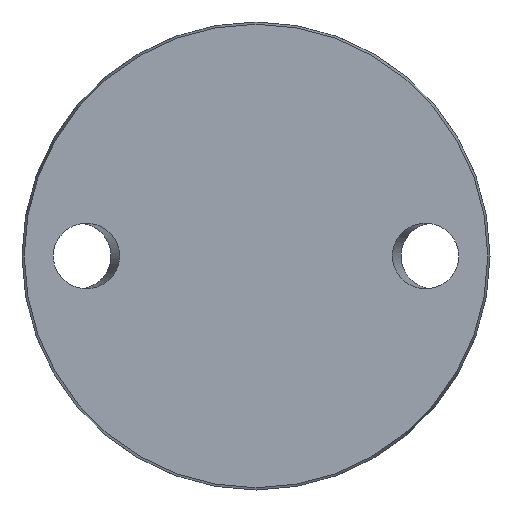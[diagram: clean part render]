
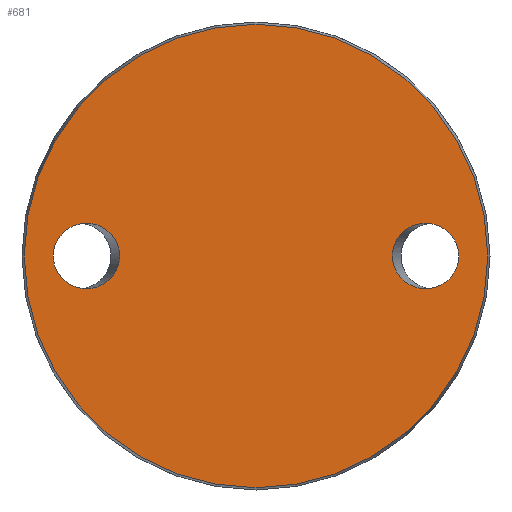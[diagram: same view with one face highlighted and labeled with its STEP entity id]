
A CAD part, front view. The second image highlights one B-rep face of the part: STEP entity #681.
In plain terms, the highlighted planar face has unit normal (0, -1, 0).
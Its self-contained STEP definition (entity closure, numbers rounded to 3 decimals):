
#25 = EDGE_LOOP ( 'NONE', ( #851 ) ) ;
#93 = FACE_OUTER_BOUND ( 'NONE', #964, .T. ) ;
#97 = CARTESIAN_POINT ( 'NONE',  ( 51.115, 0., 16.5 ) ) ;
#112 = CARTESIAN_POINT ( 'NONE',  ( -51.115, 0., 0. ) ) ;
#121 = CARTESIAN_POINT ( 'NONE',  ( 51.115, 0., -16.5 ) ) ;
#122 = DIRECTION ( 'NONE',  ( 0., 0., -1. ) ) ;
#156 = FACE_BOUND ( 'NONE', #25, .T. ) ;
#162 = PLANE ( 'NONE',  #381 ) ;
#171 =( BOUNDED_CURVE ( )  B_SPLINE_CURVE ( 3, ( #263, #656, #121, #354, #97, #956, #878 ),
 .UNSPECIFIED., .T., .T. ) 
 B_SPLINE_CURVE_WITH_KNOTS ( ( 4, 3, 4 ),
 ( 0., 3.142, 6.283 ),
 .UNSPECIFIED. ) 
 CURVE ( )  GEOMETRIC_REPRESENTATION_ITEM ( )  RATIONAL_B_SPLINE_CURVE ( ( 1., 0.333, 0.333, 1., 0.333, 0.333, 1. ) ) 
 REPRESENTATION_ITEM ( '' )  );
#252 = CIRCLE ( 'NONE', #864, 58.425 ) ;
#263 = CARTESIAN_POINT ( 'NONE',  ( 34.385, 0., 0. ) ) ;
#273 = EDGE_CURVE ( 'NONE', #465, #465, #519, .T. ) ;
#276 = CARTESIAN_POINT ( 'NONE',  ( -34.385, 0., 0. ) ) ;
#281 = CARTESIAN_POINT ( 'NONE',  ( 0., 0., 0. ) ) ;
#284 = CARTESIAN_POINT ( 'NONE',  ( 34.385, 0., 0. ) ) ;
#328 = EDGE_CURVE ( 'NONE', #987, #987, #252, .T. ) ;
#354 = CARTESIAN_POINT ( 'NONE',  ( 51.115, 0., 0. ) ) ;
#381 = AXIS2_PLACEMENT_3D ( 'NONE', #943, #484, #787 ) ;
#465 = VERTEX_POINT ( 'NONE', #683 ) ;
#484 = DIRECTION ( 'NONE',  ( 0., 1., 0. ) ) ;
#509 = ORIENTED_EDGE ( 'NONE', *, *, #328, .T. ) ;
#519 =( BOUNDED_CURVE ( )  B_SPLINE_CURVE ( 3, ( #665, #817, #963, #276, #671, #888, #112 ),
 .UNSPECIFIED., .T., .F. ) 
 B_SPLINE_CURVE_WITH_KNOTS ( ( 4, 3, 4 ),
 ( 0., 3.142, 6.283 ),
 .UNSPECIFIED. ) 
 CURVE ( )  GEOMETRIC_REPRESENTATION_ITEM ( )  RATIONAL_B_SPLINE_CURVE ( ( 1., 0.333, 0.333, 1., 0.333, 0.333, 1. ) ) 
 REPRESENTATION_ITEM ( '' )  );
#542 = EDGE_LOOP ( 'NONE', ( #826 ) ) ;
#633 = FACE_BOUND ( 'NONE', #542, .T. ) ;
#656 = CARTESIAN_POINT ( 'NONE',  ( 34.385, 0., -16.5 ) ) ;
#665 = CARTESIAN_POINT ( 'NONE',  ( -51.115, 0., 0. ) ) ;
#671 = CARTESIAN_POINT ( 'NONE',  ( -34.385, 0., -16.5 ) ) ;
#678 = VERTEX_POINT ( 'NONE', #284 ) ;
#681 = ADVANCED_FACE ( 'NONE', ( #633, #156, #93 ), #162, .F. ) ;
#683 = CARTESIAN_POINT ( 'NONE',  ( -51.115, 0., 0. ) ) ;
#787 = DIRECTION ( 'NONE',  ( 0., 0., 1. ) ) ;
#812 = EDGE_CURVE ( 'NONE', #678, #678, #171, .T. ) ;
#817 = CARTESIAN_POINT ( 'NONE',  ( -51.115, 0., 16.5 ) ) ;
#826 = ORIENTED_EDGE ( 'NONE', *, *, #273, .T. ) ;
#851 = ORIENTED_EDGE ( 'NONE', *, *, #812, .F. ) ;
#864 = AXIS2_PLACEMENT_3D ( 'NONE', #281, #895, #122 ) ;
#878 = CARTESIAN_POINT ( 'NONE',  ( 34.385, 0., 0. ) ) ;
#888 = CARTESIAN_POINT ( 'NONE',  ( -51.115, 0., -16.5 ) ) ;
#895 = DIRECTION ( 'NONE',  ( 0., -1., 0. ) ) ;
#943 = CARTESIAN_POINT ( 'NONE',  ( -58.425, 0., 0. ) ) ;
#956 = CARTESIAN_POINT ( 'NONE',  ( 34.385, 0., 16.5 ) ) ;
#963 = CARTESIAN_POINT ( 'NONE',  ( -34.385, 0., 16.5 ) ) ;
#964 = EDGE_LOOP ( 'NONE', ( #509 ) ) ;
#982 = CARTESIAN_POINT ( 'NONE',  ( 0., 0., -58.425 ) ) ;
#987 = VERTEX_POINT ( 'NONE', #982 ) ;
